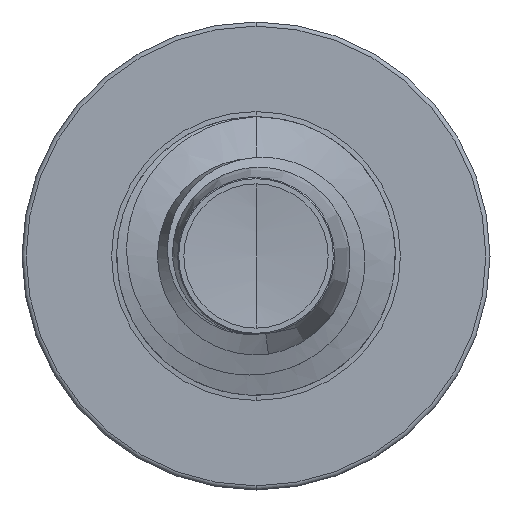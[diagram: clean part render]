
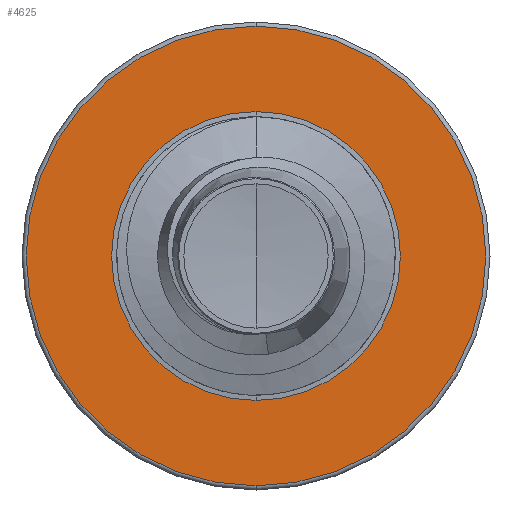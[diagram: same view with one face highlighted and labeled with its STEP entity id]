
A CAD part, front view. The second image highlights one B-rep face of the part: STEP entity #4625.
In plain terms, the highlighted planar face has unit normal (0, -1, 0).
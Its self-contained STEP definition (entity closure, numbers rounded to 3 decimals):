
#6 = CARTESIAN_POINT ( 'NONE',  ( 0., 3.5, 0. ) ) ;
#711 = CARTESIAN_POINT ( 'NONE',  ( 0., 3.5, 2.063 ) ) ;
#848 = EDGE_CURVE ( 'NONE', #5122, #3339, #5224, .T. ) ;
#1082 = EDGE_LOOP ( 'NONE', ( #6360, #3209 ) ) ;
#1542 = CARTESIAN_POINT ( 'NONE',  ( 0., 3.5, 1.296 ) ) ;
#1747 = DIRECTION ( 'NONE',  ( 0., 1., 0. ) ) ;
#1817 = DIRECTION ( 'NONE',  ( 0., 0., 1. ) ) ;
#1896 = CARTESIAN_POINT ( 'NONE',  ( 0., 3.5, -2.062 ) ) ;
#2104 = CIRCLE ( 'NONE', #8340, 1.296 ) ;
#2203 = DIRECTION ( 'NONE',  ( 0., 0., 1. ) ) ;
#2221 = DIRECTION ( 'NONE',  ( 0., 1., 0. ) ) ;
#2265 = CARTESIAN_POINT ( 'NONE',  ( 0., 3.5, -1.296 ) ) ;
#2323 = PLANE ( 'NONE',  #2824 ) ;
#2763 = AXIS2_PLACEMENT_3D ( 'NONE', #7752, #7748, #7744 ) ;
#2824 = AXIS2_PLACEMENT_3D ( 'NONE', #2265, #2221, #2203 ) ;
#3209 = ORIENTED_EDGE ( 'NONE', *, *, #6548, .F. ) ;
#3339 = VERTEX_POINT ( 'NONE', #5843 ) ;
#3349 = DIRECTION ( 'NONE',  ( 0., 0., 1. ) ) ;
#3359 = DIRECTION ( 'NONE',  ( 0., 1., 0. ) ) ;
#3363 = ORIENTED_EDGE ( 'NONE', *, *, #848, .T. ) ;
#3373 = CARTESIAN_POINT ( 'NONE',  ( 0., 3.5, 0. ) ) ;
#3544 = ORIENTED_EDGE ( 'NONE', *, *, #8557, .T. ) ;
#3643 = CIRCLE ( 'NONE', #8477, 2.063 ) ;
#4522 = FACE_BOUND ( 'NONE', #8427, .T. ) ;
#4625 = ADVANCED_FACE ( 'NONE', ( #7824, #4522 ), #2323, .F. ) ;
#4752 = CARTESIAN_POINT ( 'NONE',  ( 0., 3.5, 0. ) ) ;
#4777 = VERTEX_POINT ( 'NONE', #1896 ) ;
#5122 = VERTEX_POINT ( 'NONE', #1542 ) ;
#5224 = CIRCLE ( 'NONE', #6615, 1.296 ) ;
#5363 = VERTEX_POINT ( 'NONE', #711 ) ;
#5503 = DIRECTION ( 'NONE',  ( 0., 0., 1. ) ) ;
#5843 = CARTESIAN_POINT ( 'NONE',  ( 0., 3.5, -1.296 ) ) ;
#6360 = ORIENTED_EDGE ( 'NONE', *, *, #7512, .F. ) ;
#6548 = EDGE_CURVE ( 'NONE', #4777, #5363, #3643, .T. ) ;
#6615 = AXIS2_PLACEMENT_3D ( 'NONE', #6, #1747, #1817 ) ;
#7478 = CIRCLE ( 'NONE', #2763, 2.063 ) ;
#7512 = EDGE_CURVE ( 'NONE', #5363, #4777, #7478, .T. ) ;
#7744 = DIRECTION ( 'NONE',  ( 0., 0., 1. ) ) ;
#7748 = DIRECTION ( 'NONE',  ( 0., 1., 0. ) ) ;
#7752 = CARTESIAN_POINT ( 'NONE',  ( 0., 3.5, 0. ) ) ;
#7824 = FACE_OUTER_BOUND ( 'NONE', #1082, .T. ) ;
#8340 = AXIS2_PLACEMENT_3D ( 'NONE', #4752, #8564, #5503 ) ;
#8427 = EDGE_LOOP ( 'NONE', ( #3363, #3544 ) ) ;
#8477 = AXIS2_PLACEMENT_3D ( 'NONE', #3373, #3359, #3349 ) ;
#8557 = EDGE_CURVE ( 'NONE', #3339, #5122, #2104, .T. ) ;
#8564 = DIRECTION ( 'NONE',  ( 0., 1., 0. ) ) ;
